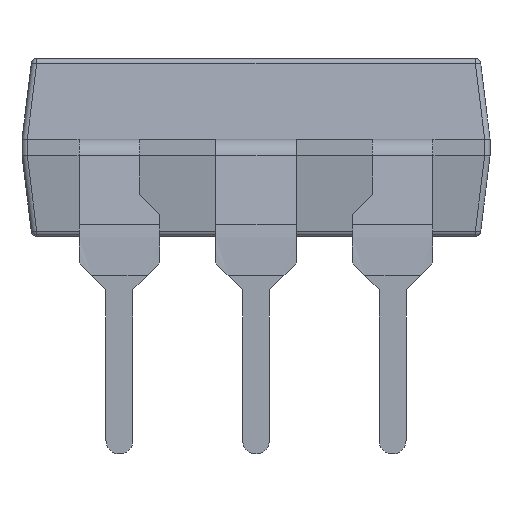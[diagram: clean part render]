
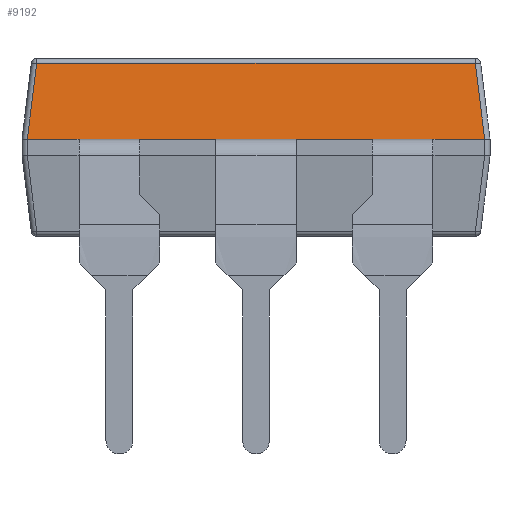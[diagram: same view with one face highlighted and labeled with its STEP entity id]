
A CAD part, front view. The second image highlights one B-rep face of the part: STEP entity #9192.
In plain terms, the highlighted planar face has unit normal (0, -0.993, 0.122).
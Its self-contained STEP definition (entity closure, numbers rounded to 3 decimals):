
#109 = CARTESIAN_POINT ( 'NONE',  ( -0.75, -3.2, 1.8 ) ) ;
#286 = CARTESIAN_POINT ( 'NONE',  ( 4.25, -3.2, 1.8 ) ) ;
#311 = CARTESIAN_POINT ( 'NONE',  ( -4.35, -3.2, 1.8 ) ) ;
#465 = CARTESIAN_POINT ( 'NONE',  ( -4.25, -3.2, 1.8 ) ) ;
#872 = CARTESIAN_POINT ( 'NONE',  ( -4.077, -3.027, 3.212 ) ) ;
#1134 = DIRECTION ( 'NONE',  ( -1., 0., 0. ) ) ;
#1613 = ORIENTED_EDGE ( 'NONE', *, *, #21239, .F. ) ;
#1676 = EDGE_CURVE ( 'NONE', #21478, #19114, #13583, .T. ) ;
#1974 = CARTESIAN_POINT ( 'NONE',  ( -3.29, -3.2, 1.8 ) ) ;
#2209 = CARTESIAN_POINT ( 'NONE',  ( -4.25, -3.2, 1.8 ) ) ;
#2310 = CARTESIAN_POINT ( 'NONE',  ( -4.251, -3.2, 1.8 ) ) ;
#2360 = ORIENTED_EDGE ( 'NONE', *, *, #16202, .F. ) ;
#2386 = DIRECTION ( 'NONE',  ( -1., 0., 0. ) ) ;
#2447 = VECTOR ( 'NONE', #11351, 1000. ) ;
#3362 = ORIENTED_EDGE ( 'NONE', *, *, #19684, .F. ) ;
#3683 = CARTESIAN_POINT ( 'NONE',  ( 0., -3.016, 3.3 ) ) ;
#3728 = CARTESIAN_POINT ( 'NONE',  ( -2.165, -3.2, 1.8 ) ) ;
#4210 = EDGE_CURVE ( 'NONE', #19114, #13856, #10763, .T. ) ;
#4262 = LINE ( 'NONE', #20545, #17787 ) ;
#4352 = CARTESIAN_POINT ( 'NONE',  ( -4.251, -3.2, 1.8 ) ) ;
#4492 = CARTESIAN_POINT ( 'NONE',  ( -4.25, -3.2, 1.8 ) ) ;
#5587 = FACE_OUTER_BOUND ( 'NONE', #11342, .T. ) ;
#5602 = DIRECTION ( 'NONE',  ( -0.121, 0.121, 0.985 ) ) ;
#5979 = DIRECTION ( 'NONE',  ( 0., 0.993, -0.122 ) ) ;
#6011 = CARTESIAN_POINT ( 'NONE',  ( 2.165, -3.2, 1.8 ) ) ;
#6110 = PLANE ( 'NONE',  #11408 ) ;
#6368 = ORIENTED_EDGE ( 'NONE', *, *, #12021, .T. ) ;
#6592 = EDGE_CURVE ( 'NONE', #19367, #22687, #20736, .T. ) ;
#7520 = LINE ( 'NONE', #21923, #2447 ) ;
#7754 = CARTESIAN_POINT ( 'NONE',  ( 0.75, -3.2, 1.8 ) ) ;
#7852 = DIRECTION ( 'NONE',  ( -1., 0., 0. ) ) ;
#8204 = LINE ( 'NONE', #311, #19016 ) ;
#8694 = LINE ( 'NONE', #14296, #16363 ) ;
#8983 = EDGE_CURVE ( 'NONE', #18355, #13522, #7520, .T. ) ;
#9192 = ADVANCED_FACE ( 'NONE', ( #5587 ), #6110, .F. ) ;
#9335 = VECTOR ( 'NONE', #1134, 1000. ) ;
#9349 = ORIENTED_EDGE ( 'NONE', *, *, #11574, .T. ) ;
#9662 = CARTESIAN_POINT ( 'NONE',  ( 4.251, -3.2, 1.8 ) ) ;
#9947 = ORIENTED_EDGE ( 'NONE', *, *, #8983, .F. ) ;
#10018 = VERTEX_POINT ( 'NONE', #109 ) ;
#10082 = CARTESIAN_POINT ( 'NONE',  ( 1.79, -3.2, 1.8 ) ) ;
#10099 = DIRECTION ( 'NONE',  ( -1., 0., 0. ) ) ;
#10615 = CARTESIAN_POINT ( 'NONE',  ( 4.077, -3.027, 3.212 ) ) ;
#10763 = LINE ( 'NONE', #18947, #22805 ) ;
#10902 = VECTOR ( 'NONE', #10099, 1000. ) ;
#11342 = EDGE_LOOP ( 'NONE', ( #3362, #9349, #17339, #26251, #6368, #17878, #24138, #9947, #14565, #19124, #2360, #1613 ) ) ;
#11351 = DIRECTION ( 'NONE',  ( -1., 0., 0. ) ) ;
#11408 = AXIS2_PLACEMENT_3D ( 'NONE', #3683, #5979, #24079 ) ;
#11574 = EDGE_CURVE ( 'NONE', #18732, #21478, #18153, .T. ) ;
#11937 = VERTEX_POINT ( 'NONE', #6011 ) ;
#12021 = EDGE_CURVE ( 'NONE', #13856, #19367, #12778, .T. ) ;
#12336 = DIRECTION ( 'NONE',  ( -1., 0., 0. ) ) ;
#12778 = LINE ( 'NONE', #22930, #16243 ) ;
#13522 = VERTEX_POINT ( 'NONE', #15985 ) ;
#13583 = LINE ( 'NONE', #19231, #19410 ) ;
#13856 = VERTEX_POINT ( 'NONE', #872 ) ;
#14160 = EDGE_CURVE ( 'NONE', #22566, #10018, #4262, .T. ) ;
#14296 = CARTESIAN_POINT ( 'NONE',  ( -4.35, -3.2, 1.8 ) ) ;
#14565 = ORIENTED_EDGE ( 'NONE', *, *, #20729, .F. ) ;
#15038 = DIRECTION ( 'NONE',  ( -0.121, -0.121, -0.985 ) ) ;
#15985 = CARTESIAN_POINT ( 'NONE',  ( -3.29, -3.2, 1.8 ) ) ;
#16202 = EDGE_CURVE ( 'NONE', #11937, #22566, #8204, .T. ) ;
#16243 = VECTOR ( 'NONE', #15038, 1000. ) ;
#16285 = CARTESIAN_POINT ( 'NONE',  ( 4.251, -3.2, 1.8 ) ) ;
#16363 = VECTOR ( 'NONE', #22477, 1000. ) ;
#16430 = CARTESIAN_POINT ( 'NONE',  ( 4.25, -3.2, 1.8 ) ) ;
#16723 = CARTESIAN_POINT ( 'NONE',  ( 4.25, -3.2, 1.8 ) ) ;
#17339 = ORIENTED_EDGE ( 'NONE', *, *, #1676, .T. ) ;
#17787 = VECTOR ( 'NONE', #22559, 1000. ) ;
#17878 = ORIENTED_EDGE ( 'NONE', *, *, #6592, .T. ) ;
#18153 =( BOUNDED_CURVE ( )  B_SPLINE_CURVE ( 3, ( #22187, #16430, #286, #16285 ),
 .UNSPECIFIED., .F., .F. ) 
 B_SPLINE_CURVE_WITH_KNOTS ( ( 4, 4 ),
 ( 0., 0.007 ),
 .UNSPECIFIED. ) 
 CURVE ( )  GEOMETRIC_REPRESENTATION_ITEM ( )  RATIONAL_B_SPLINE_CURVE ( ( 1., 1., 1., 1. ) ) 
 REPRESENTATION_ITEM ( '' )  );
#18355 = VERTEX_POINT ( 'NONE', #3728 ) ;
#18732 = VERTEX_POINT ( 'NONE', #16723 ) ;
#18947 = CARTESIAN_POINT ( 'NONE',  ( -4.166, -3.027, 3.212 ) ) ;
#19016 = VECTOR ( 'NONE', #12336, 1000. ) ;
#19114 = VERTEX_POINT ( 'NONE', #10615 ) ;
#19124 = ORIENTED_EDGE ( 'NONE', *, *, #14160, .F. ) ;
#19231 = CARTESIAN_POINT ( 'NONE',  ( 4.007, -2.956, 3.785 ) ) ;
#19367 = VERTEX_POINT ( 'NONE', #2310 ) ;
#19410 = VECTOR ( 'NONE', #5602, 1000. ) ;
#19526 = CARTESIAN_POINT ( 'NONE',  ( 3.29, -3.2, 1.8 ) ) ;
#19684 = EDGE_CURVE ( 'NONE', #18732, #23631, #8694, .T. ) ;
#19853 = CARTESIAN_POINT ( 'NONE',  ( -4.25, -3.2, 1.8 ) ) ;
#20270 = LINE ( 'NONE', #10082, #22072 ) ;
#20286 = LINE ( 'NONE', #1974, #10902 ) ;
#20545 = CARTESIAN_POINT ( 'NONE',  ( -0.75, -3.2, 1.8 ) ) ;
#20729 = EDGE_CURVE ( 'NONE', #10018, #18355, #20286, .T. ) ;
#20736 =( BOUNDED_CURVE ( )  B_SPLINE_CURVE ( 3, ( #4352, #2209, #4492, #465 ),
 .UNSPECIFIED., .F., .T. ) 
 B_SPLINE_CURVE_WITH_KNOTS ( ( 4, 4 ),
 ( 6.276, 6.283 ),
 .UNSPECIFIED. ) 
 CURVE ( )  GEOMETRIC_REPRESENTATION_ITEM ( )  RATIONAL_B_SPLINE_CURVE ( ( 1., 1., 1., 1. ) ) 
 REPRESENTATION_ITEM ( '' )  );
#21239 = EDGE_CURVE ( 'NONE', #23631, #11937, #20270, .T. ) ;
#21478 = VERTEX_POINT ( 'NONE', #9662 ) ;
#21923 = CARTESIAN_POINT ( 'NONE',  ( -3.29, -3.2, 1.8 ) ) ;
#22072 = VECTOR ( 'NONE', #7852, 1000. ) ;
#22187 = CARTESIAN_POINT ( 'NONE',  ( 4.25, -3.2, 1.8 ) ) ;
#22477 = DIRECTION ( 'NONE',  ( -1., 0., 0. ) ) ;
#22559 = DIRECTION ( 'NONE',  ( -1., 0., 0. ) ) ;
#22566 = VERTEX_POINT ( 'NONE', #7754 ) ;
#22687 = VERTEX_POINT ( 'NONE', #19853 ) ;
#22805 = VECTOR ( 'NONE', #2386, 1000. ) ;
#22930 = CARTESIAN_POINT ( 'NONE',  ( -4.007, -2.956, 3.785 ) ) ;
#23631 = VERTEX_POINT ( 'NONE', #19526 ) ;
#24079 = DIRECTION ( 'NONE',  ( 1., 0., 0. ) ) ;
#24138 = ORIENTED_EDGE ( 'NONE', *, *, #26235, .F. ) ;
#25120 = CARTESIAN_POINT ( 'NONE',  ( -4.35, -3.2, 1.8 ) ) ;
#25260 = LINE ( 'NONE', #25120, #9335 ) ;
#26235 = EDGE_CURVE ( 'NONE', #13522, #22687, #25260, .T. ) ;
#26251 = ORIENTED_EDGE ( 'NONE', *, *, #4210, .T. ) ;
